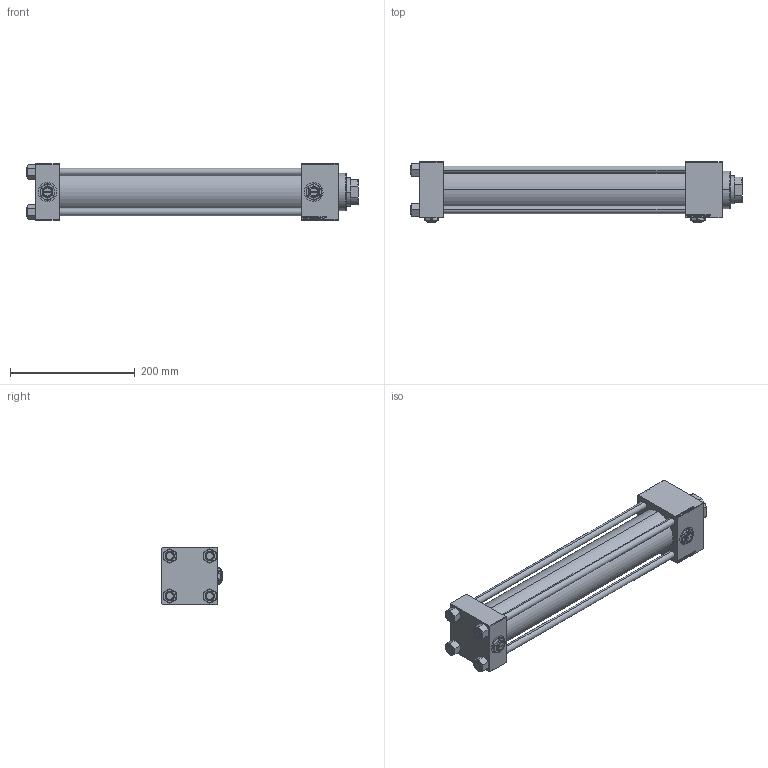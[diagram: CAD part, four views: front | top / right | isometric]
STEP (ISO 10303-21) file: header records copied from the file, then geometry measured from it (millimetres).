
FILE_DESCRIPTION (( 'STEP AP203' ), '1' );
FILE_NAME ('dbed.STEP', '2022-04-16T02:59:53', ( '' ), ( '' ), 'SwSTEP 2.0', 'SolidWorks 2019', '' );
FILE_SCHEMA (( 'CONFIG_CONTROL_DESIGN' ));
Length unit declared in the file: millimetre
Products named in the file (7): Zatka_pro_OIL_PORT 83588586b6987406c14009c5b8b3e532; V215CR_C_TYCINKA 83588586b6987406c14009c5b8b3e532; V215_VC_A 83588586b6987406c14009c5b8b3e532; NUT_M5_C 83588586b6987406c14009c5b8b3e532; dbed; V215CR_C_Body 83588586b6987406c14009c5b8b3e532; V215CR_VCP_C 83588586b6987406c14009c5b8b3e532
Assembly tree (13 placements, depth 2):
  dbed
    V215CR_C_Body 83588586b6987406c14009c5b8b3e532
    V215CR_VCP_C 83588586b6987406c14009c5b8b3e532
    NUT_M5_C 83588586b6987406c14009c5b8b3e532  x4
    V215CR_C_TYCINKA 83588586b6987406c14009c5b8b3e532  x4
    V215_VC_A 83588586b6987406c14009c5b8b3e532
    Zatka_pro_OIL_PORT 83588586b6987406c14009c5b8b3e532  x2
Bounding box: 533 x 97 x 90 mm (x, y, z)
Volume: 1870202.4 mm3; surface area: 428379.2 mm2
Topology: 13 solids, 13 shells, 1253 faces, 3116 edges, 2009 vertices
Faces by surface type: plane 575, bspline 392, cone 178, cylinder 100, torus 8
Entity records: 52375 total; most frequent: CARTESIAN_POINT 27765, ORIENTED_EDGE 5532, DIRECTION 3578, EDGE_CURVE 2766, VERTEX_POINT 1807, LINE 1642, VECTOR 1642, EDGE_LOOP 1225
